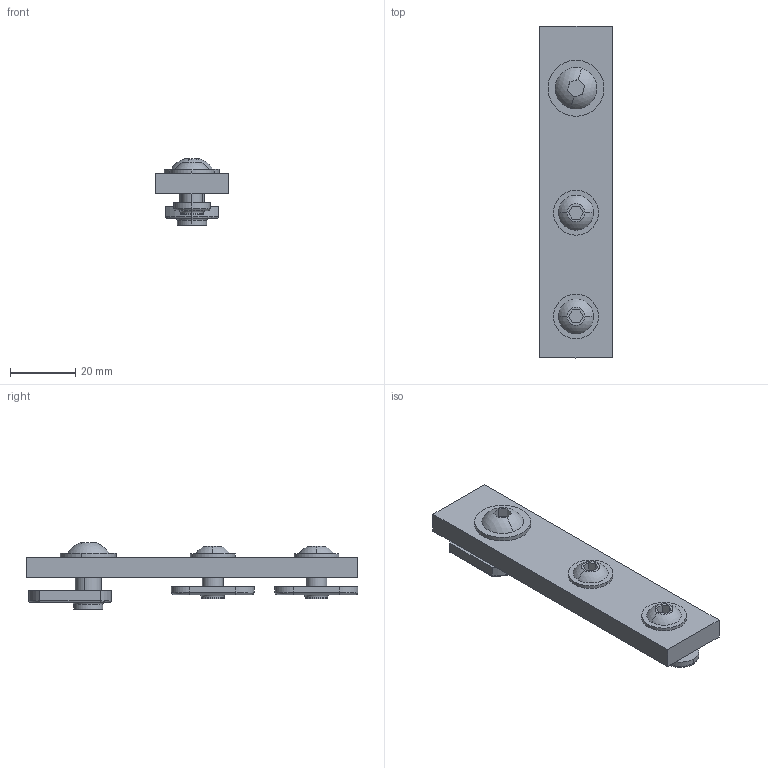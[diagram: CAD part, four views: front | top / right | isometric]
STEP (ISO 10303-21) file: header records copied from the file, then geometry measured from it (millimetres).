
FILE_DESCRIPTION (( 'STEP AP203' ), '1' );
FILE_NAME ('653271.SLDASM.step', '2003-10-13T11:32:53', ( 'Jerry Winters' ), ( 'GoEngineer' ), 'SwSTEP 2.0', 'SolidWorks 2003174', '' );
FILE_SCHEMA (( 'CONFIG_CONTROL_DESIGN' ));
Length unit declared in the file: inch
Products named in the file (8): 653271.SLDASM; 651129; FBHSCS_651134; 651097; 651130; FBHSCS_651136; 651163; Joining Plate (STD)_653271
Assembly tree (8 placements, depth 3):
  653271.SLDASM
    Joining Plate (STD)_653271
    651129
      651097
      FBHSCS_651134
    651130  x2
      651163
      FBHSCS_651136
Bounding box: 22.23 x 101.6 x 20.27 mm (x, y, z)
Volume: 18415.3 mm3; surface area: 11060.3 mm2
Topology: 7 solids, 7 shells, 119 faces, 259 edges, 165 vertices
Faces by surface type: plane 53, cylinder 45, torus 15, sphere 6
Entity records: 3238 total; most frequent: DIRECTION 462, CARTESIAN_POINT 414, ORIENTED_EDGE 364, AXIS2_PLACEMENT_3D 188, EDGE_CURVE 182, VERTEX_POINT 116, EDGE_LOOP 100, CIRCLE 92
